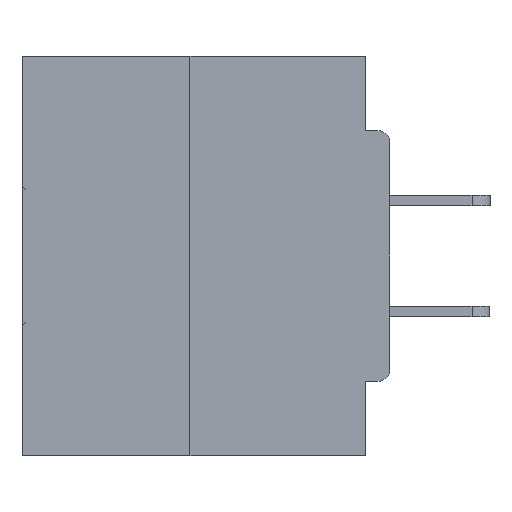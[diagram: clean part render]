
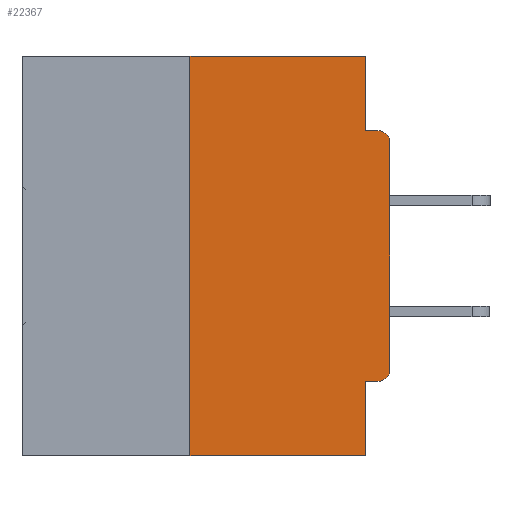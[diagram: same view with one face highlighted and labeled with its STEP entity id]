
A CAD part, left-side view. The second image highlights one B-rep face of the part: STEP entity #22367.
In plain terms, the highlighted planar face has unit normal (-1, 0, 0).
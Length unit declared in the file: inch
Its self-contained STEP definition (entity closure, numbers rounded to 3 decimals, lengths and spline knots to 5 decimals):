
#621 = DIRECTION ( 'NONE',  ( 0., 0., -1. ) ) ;
#663 = DIRECTION ( 'NONE',  ( 0., 0., -1. ) ) ;
#1534 = LINE ( 'NONE', #40914, #22664 ) ;
#2131 = VERTEX_POINT ( 'NONE', #5714 ) ;
#2619 = CARTESIAN_POINT ( 'NONE',  ( 0., 0., -0.4065 ) ) ;
#2741 = CARTESIAN_POINT ( 'NONE',  ( 0., 0., -0.1085 ) ) ;
#2750 = VECTOR ( 'NONE', #16585, 39.37008 ) ;
#2977 = CARTESIAN_POINT ( 'NONE',  ( 0., 0.46, -0.5 ) ) ;
#3165 = EDGE_CURVE ( 'NONE', #27199, #20284, #33580, .T. ) ;
#3283 = LINE ( 'NONE', #11154, #10716 ) ;
#4002 = DIRECTION ( 'NONE',  ( 0., 0., 1. ) ) ;
#4343 = CARTESIAN_POINT ( 'NONE',  ( 0., 0.25, 0. ) ) ;
#4972 = CARTESIAN_POINT ( 'NONE',  ( 0., 0.031, 0. ) ) ;
#5192 = CARTESIAN_POINT ( 'NONE',  ( 0., 0., -0.0935 ) ) ;
#5283 = FACE_OUTER_BOUND ( 'NONE', #43216, .T. ) ;
#5714 = CARTESIAN_POINT ( 'NONE',  ( 0., 0.25, -0.5 ) ) ;
#5981 = LINE ( 'NONE', #5192, #8117 ) ;
#7040 = ORIENTED_EDGE ( 'NONE', *, *, #35416, .F. ) ;
#8117 = VECTOR ( 'NONE', #38557, 39.37008 ) ;
#9211 = EDGE_CURVE ( 'NONE', #2131, #29017, #43068, .T. ) ;
#9695 = DIRECTION ( 'NONE',  ( 0., 0., -1. ) ) ;
#10716 = VECTOR ( 'NONE', #30666, 39.37008 ) ;
#11154 = CARTESIAN_POINT ( 'NONE',  ( 0., 0.46, 0. ) ) ;
#11733 = EDGE_CURVE ( 'NONE', #27377, #42324, #17054, .T. ) ;
#13264 = CARTESIAN_POINT ( 'NONE',  ( 0., 0.031, -0.0935 ) ) ;
#13976 = CARTESIAN_POINT ( 'NONE',  ( 0., 0.015, -0.3915 ) ) ;
#14069 = AXIS2_PLACEMENT_3D ( 'NONE', #13976, #23821, #663 ) ;
#14820 = DIRECTION ( 'NONE',  ( 0., -1., 0. ) ) ;
#15503 = CARTESIAN_POINT ( 'NONE',  ( 0., 0.031, 0. ) ) ;
#15885 = ORIENTED_EDGE ( 'NONE', *, *, #33288, .T. ) ;
#16142 = EDGE_CURVE ( 'NONE', #20773, #27199, #3283, .T. ) ;
#16556 = VERTEX_POINT ( 'NONE', #27227 ) ;
#16585 = DIRECTION ( 'NONE',  ( 0., 1., 0. ) ) ;
#16599 = ORIENTED_EDGE ( 'NONE', *, *, #31098, .F. ) ;
#17054 = LINE ( 'NONE', #41729, #22383 ) ;
#17599 = CARTESIAN_POINT ( 'NONE',  ( 0., 0.031, -0.5 ) ) ;
#18393 = DIRECTION ( 'NONE',  ( 1., 0., 0. ) ) ;
#20284 = VERTEX_POINT ( 'NONE', #13264 ) ;
#20307 = ORIENTED_EDGE ( 'NONE', *, *, #16142, .F. ) ;
#20611 = ORIENTED_EDGE ( 'NONE', *, *, #11733, .T. ) ;
#20773 = VERTEX_POINT ( 'NONE', #4343 ) ;
#21783 = CARTESIAN_POINT ( 'NONE',  ( 0., 0.46, 0. ) ) ;
#21913 = DIRECTION ( 'NONE',  ( 0., 0., 1. ) ) ;
#22367 = ADVANCED_FACE ( 'NONE', ( #5283 ), #34833, .F. ) ;
#22383 = VECTOR ( 'NONE', #21913, 39.37008 ) ;
#22630 = CARTESIAN_POINT ( 'NONE',  ( 0., 0., -0.3915 ) ) ;
#22664 = VECTOR ( 'NONE', #4002, 39.37008 ) ;
#22840 = DIRECTION ( 'NONE',  ( 0., 0., -1. ) ) ;
#23052 = DIRECTION ( 'NONE',  ( -1., 0., 0. ) ) ;
#23821 = DIRECTION ( 'NONE',  ( -1., 0., 0. ) ) ;
#24186 = AXIS2_PLACEMENT_3D ( 'NONE', #21783, #18393, #24857 ) ;
#24266 = ORIENTED_EDGE ( 'NONE', *, *, #3165, .F. ) ;
#24593 = CIRCLE ( 'NONE', #14069, 0.015 ) ;
#24651 = VECTOR ( 'NONE', #22840, 39.37008 ) ;
#24733 = ORIENTED_EDGE ( 'NONE', *, *, #27848, .T. ) ;
#24857 = DIRECTION ( 'NONE',  ( 0., 0., -1. ) ) ;
#25135 = CARTESIAN_POINT ( 'NONE',  ( 0., 0.031, -0.4065 ) ) ;
#25196 = VECTOR ( 'NONE', #14820, 39.37008 ) ;
#26199 = ORIENTED_EDGE ( 'NONE', *, *, #9211, .T. ) ;
#27199 = VERTEX_POINT ( 'NONE', #4972 ) ;
#27227 = CARTESIAN_POINT ( 'NONE',  ( 0., 0.015, -0.4065 ) ) ;
#27244 = CIRCLE ( 'NONE', #35099, 0.015 ) ;
#27377 = VERTEX_POINT ( 'NONE', #22630 ) ;
#27848 = EDGE_CURVE ( 'NONE', #42324, #29751, #27244, .T. ) ;
#28991 = CARTESIAN_POINT ( 'NONE',  ( 0., 0.015, -0.0935 ) ) ;
#29017 = VERTEX_POINT ( 'NONE', #35017 ) ;
#29751 = VERTEX_POINT ( 'NONE', #28991 ) ;
#30666 = DIRECTION ( 'NONE',  ( 0., -1., 0. ) ) ;
#31098 = EDGE_CURVE ( 'NONE', #16556, #32561, #40081, .T. ) ;
#31587 = ORIENTED_EDGE ( 'NONE', *, *, #34702, .F. ) ;
#32561 = VERTEX_POINT ( 'NONE', #25135 ) ;
#33288 = EDGE_CURVE ( 'NONE', #16556, #27377, #24593, .T. ) ;
#33580 = LINE ( 'NONE', #15503, #24651 ) ;
#34702 = EDGE_CURVE ( 'NONE', #32561, #29017, #42871, .T. ) ;
#34833 = PLANE ( 'NONE',  #24186 ) ;
#35017 = CARTESIAN_POINT ( 'NONE',  ( 0., 0.031, -0.5 ) ) ;
#35099 = AXIS2_PLACEMENT_3D ( 'NONE', #43183, #23052, #9695 ) ;
#35416 = EDGE_CURVE ( 'NONE', #20284, #29751, #5981, .T. ) ;
#38557 = DIRECTION ( 'NONE',  ( 0., -1., 0. ) ) ;
#38987 = ORIENTED_EDGE ( 'NONE', *, *, #42938, .F. ) ;
#39177 = VECTOR ( 'NONE', #621, 39.37008 ) ;
#40081 = LINE ( 'NONE', #2619, #2750 ) ;
#40914 = CARTESIAN_POINT ( 'NONE',  ( 0., 0.25, 0. ) ) ;
#41729 = CARTESIAN_POINT ( 'NONE',  ( 0., 0., 0. ) ) ;
#42324 = VERTEX_POINT ( 'NONE', #2741 ) ;
#42871 = LINE ( 'NONE', #17599, #39177 ) ;
#42938 = EDGE_CURVE ( 'NONE', #2131, #20773, #1534, .T. ) ;
#43068 = LINE ( 'NONE', #2977, #25196 ) ;
#43183 = CARTESIAN_POINT ( 'NONE',  ( 0., 0.015, -0.1085 ) ) ;
#43216 = EDGE_LOOP ( 'NONE', ( #20307, #38987, #26199, #31587, #16599, #15885, #20611, #24733, #7040, #24266 ) ) ;
